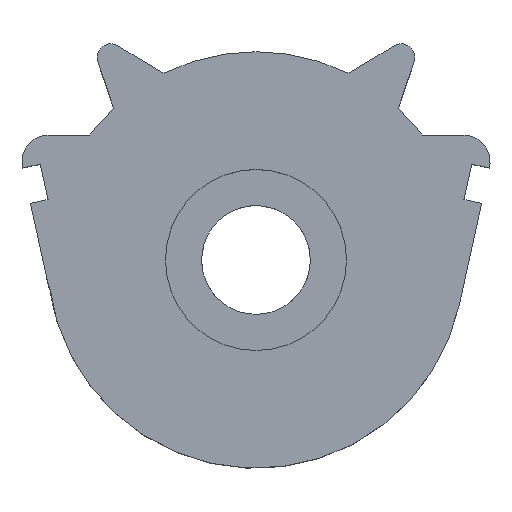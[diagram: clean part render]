
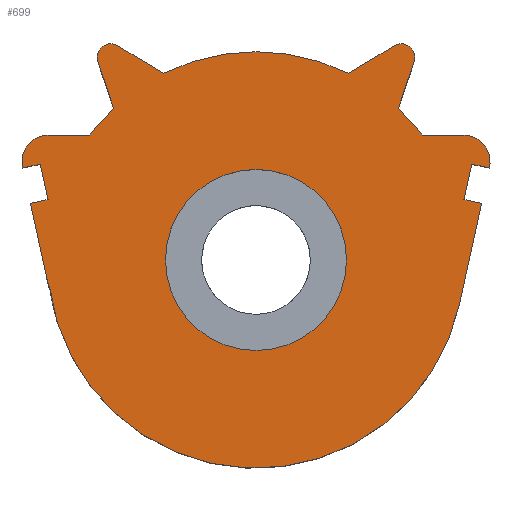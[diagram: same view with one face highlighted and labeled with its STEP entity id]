
A CAD part, top view. The second image highlights one B-rep face of the part: STEP entity #699.
In plain terms, the highlighted planar face has unit normal (0, 0, 1).
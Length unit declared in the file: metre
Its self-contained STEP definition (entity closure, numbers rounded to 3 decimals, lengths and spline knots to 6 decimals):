
#24=CIRCLE('',#751,0.01);
#25=CIRCLE('',#752,0.023);
#26=CIRCLE('',#753,0.003);
#27=CIRCLE('',#754,0.0015);
#28=CIRCLE('',#755,0.023);
#29=CIRCLE('',#756,0.0015);
#30=CIRCLE('',#757,0.003);
#55=ORIENTED_EDGE('',*,*,#263,.F.);
#56=ORIENTED_EDGE('',*,*,#264,.T.);
#57=ORIENTED_EDGE('',*,*,#265,.T.);
#58=ORIENTED_EDGE('',*,*,#266,.T.);
#59=ORIENTED_EDGE('',*,*,#267,.T.);
#60=ORIENTED_EDGE('',*,*,#268,.T.);
#61=ORIENTED_EDGE('',*,*,#269,.F.);
#62=ORIENTED_EDGE('',*,*,#270,.F.);
#63=ORIENTED_EDGE('',*,*,#271,.F.);
#64=ORIENTED_EDGE('',*,*,#272,.F.);
#65=ORIENTED_EDGE('',*,*,#273,.T.);
#66=ORIENTED_EDGE('',*,*,#274,.F.);
#67=ORIENTED_EDGE('',*,*,#275,.T.);
#68=ORIENTED_EDGE('',*,*,#276,.T.);
#69=ORIENTED_EDGE('',*,*,#277,.T.);
#70=ORIENTED_EDGE('',*,*,#278,.T.);
#71=ORIENTED_EDGE('',*,*,#279,.T.);
#72=ORIENTED_EDGE('',*,*,#280,.F.);
#73=ORIENTED_EDGE('',*,*,#281,.T.);
#74=ORIENTED_EDGE('',*,*,#282,.F.);
#75=ORIENTED_EDGE('',*,*,#283,.F.);
#76=ORIENTED_EDGE('',*,*,#284,.T.);
#77=ORIENTED_EDGE('',*,*,#285,.T.);
#78=ORIENTED_EDGE('',*,*,#286,.F.);
#263=EDGE_CURVE('',#367,#367,#24,.T.);
#264=EDGE_CURVE('',#368,#369,#437,.T.);
#265=EDGE_CURVE('',#369,#370,#438,.T.);
#266=EDGE_CURVE('',#370,#371,#439,.T.);
#267=EDGE_CURVE('',#371,#372,#440,.T.);
#268=EDGE_CURVE('',#372,#373,#25,.T.);
#269=EDGE_CURVE('',#374,#373,#441,.T.);
#270=EDGE_CURVE('',#375,#374,#442,.T.);
#271=EDGE_CURVE('',#376,#375,#443,.T.);
#272=EDGE_CURVE('',#377,#376,#444,.T.);
#273=EDGE_CURVE('',#377,#378,#26,.T.);
#274=EDGE_CURVE('',#379,#378,#445,.T.);
#275=EDGE_CURVE('',#379,#380,#446,.T.);
#276=EDGE_CURVE('',#380,#381,#447,.T.);
#277=EDGE_CURVE('',#381,#382,#27,.T.);
#278=EDGE_CURVE('',#382,#383,#448,.T.);
#279=EDGE_CURVE('',#383,#384,#28,.T.);
#280=EDGE_CURVE('',#385,#384,#449,.T.);
#281=EDGE_CURVE('',#385,#386,#29,.T.);
#282=EDGE_CURVE('',#387,#386,#450,.T.);
#283=EDGE_CURVE('',#388,#387,#451,.T.);
#284=EDGE_CURVE('',#388,#389,#452,.T.);
#285=EDGE_CURVE('',#389,#390,#30,.T.);
#286=EDGE_CURVE('',#368,#390,#453,.T.);
#367=VERTEX_POINT('',#1035);
#368=VERTEX_POINT('',#1037);
#369=VERTEX_POINT('',#1038);
#370=VERTEX_POINT('',#1040);
#371=VERTEX_POINT('',#1042);
#372=VERTEX_POINT('',#1044);
#373=VERTEX_POINT('',#1046);
#374=VERTEX_POINT('',#1048);
#375=VERTEX_POINT('',#1050);
#376=VERTEX_POINT('',#1052);
#377=VERTEX_POINT('',#1054);
#378=VERTEX_POINT('',#1056);
#379=VERTEX_POINT('',#1058);
#380=VERTEX_POINT('',#1060);
#381=VERTEX_POINT('',#1062);
#382=VERTEX_POINT('',#1064);
#383=VERTEX_POINT('',#1066);
#384=VERTEX_POINT('',#1068);
#385=VERTEX_POINT('',#1070);
#386=VERTEX_POINT('',#1072);
#387=VERTEX_POINT('',#1074);
#388=VERTEX_POINT('',#1076);
#389=VERTEX_POINT('',#1078);
#390=VERTEX_POINT('',#1080);
#437=LINE('',#1036,#515);
#438=LINE('',#1039,#516);
#439=LINE('',#1041,#517);
#440=LINE('',#1043,#518);
#441=LINE('',#1047,#519);
#442=LINE('',#1049,#520);
#443=LINE('',#1051,#521);
#444=LINE('',#1053,#522);
#445=LINE('',#1057,#523);
#446=LINE('',#1059,#524);
#447=LINE('',#1061,#525);
#448=LINE('',#1065,#526);
#449=LINE('',#1069,#527);
#450=LINE('',#1073,#528);
#451=LINE('',#1075,#529);
#452=LINE('',#1077,#530);
#453=LINE('',#1081,#531);
#515=VECTOR('',#826,1.);
#516=VECTOR('',#827,1.);
#517=VECTOR('',#828,1.);
#518=VECTOR('',#829,1.);
#519=VECTOR('',#832,1.);
#520=VECTOR('',#833,1.);
#521=VECTOR('',#834,1.);
#522=VECTOR('',#835,1.);
#523=VECTOR('',#838,1.);
#524=VECTOR('',#839,1.);
#525=VECTOR('',#840,1.);
#526=VECTOR('',#843,1.);
#527=VECTOR('',#846,1.);
#528=VECTOR('',#849,1.);
#529=VECTOR('',#850,1.);
#530=VECTOR('',#851,1.);
#531=VECTOR('',#854,1.);
#589=EDGE_LOOP('',(#55));
#590=EDGE_LOOP('',(#56,#57,#58,#59,#60,#61,#62,#63,#64,#65,#66,#67,#68,
#69,#70,#71,#72,#73,#74,#75,#76,#77,#78));
#631=FACE_BOUND('',#589,.T.);
#632=FACE_BOUND('',#590,.T.);
#673=PLANE('',#750);
#699=ADVANCED_FACE('',(#631,#632),#673,.T.);
#750=AXIS2_PLACEMENT_3D('',#1033,#822,#823);
#751=AXIS2_PLACEMENT_3D('',#1034,#824,#825);
#752=AXIS2_PLACEMENT_3D('',#1045,#830,#831);
#753=AXIS2_PLACEMENT_3D('',#1055,#836,#837);
#754=AXIS2_PLACEMENT_3D('',#1063,#841,#842);
#755=AXIS2_PLACEMENT_3D('',#1067,#844,#845);
#756=AXIS2_PLACEMENT_3D('',#1071,#847,#848);
#757=AXIS2_PLACEMENT_3D('',#1079,#852,#853);
#822=DIRECTION('',(0.,0.,1.));
#823=DIRECTION('',(1.,0.,0.));
#824=DIRECTION('',(0.,0.,1.));
#825=DIRECTION('',(1.,0.,0.));
#826=DIRECTION('',(0.215,-0.977,0.));
#827=DIRECTION('',(-0.977,-0.215,0.));
#828=DIRECTION('',(0.215,-0.977,0.));
#829=DIRECTION('',(0.977,0.215,0.));
#830=DIRECTION('',(0.,0.,1.));
#831=DIRECTION('',(1.,0.,0.));
#832=DIRECTION('',(-0.215,-0.977,0.));
#833=DIRECTION('',(0.977,-0.215,0.));
#834=DIRECTION('',(-0.215,-0.977,0.));
#835=DIRECTION('',(-0.977,0.215,0.));
#836=DIRECTION('',(0.,0.,1.));
#837=DIRECTION('',(1.,0.,0.));
#838=DIRECTION('',(1.,0.,0.));
#839=DIRECTION('',(-0.667,0.745,0.));
#840=DIRECTION('',(0.322,0.947,0.));
#841=DIRECTION('',(0.,0.,1.));
#842=DIRECTION('',(1.,0.,0.));
#843=DIRECTION('',(-0.857,-0.515,0.));
#844=DIRECTION('',(0.,0.,1.));
#845=DIRECTION('',(1.,0.,0.));
#846=DIRECTION('',(0.857,-0.515,0.));
#847=DIRECTION('',(0.,0.,1.));
#848=DIRECTION('',(1.,0.,0.));
#849=DIRECTION('',(-0.322,0.947,0.));
#850=DIRECTION('',(0.667,0.745,0.));
#851=DIRECTION('',(-1.,0.,0.));
#852=DIRECTION('',(0.,0.,1.));
#853=DIRECTION('',(1.,0.,0.));
#854=DIRECTION('',(-0.977,-0.215,0.));
#1033=CARTESIAN_POINT('',(0.,0.,0.013));
#1034=CARTESIAN_POINT('',(0.,-0.005,0.013));
#1035=CARTESIAN_POINT('',(0.01,-0.005,0.013));
#1036=CARTESIAN_POINT('',(-0.023398,0.003632,0.013));
#1037=CARTESIAN_POINT('',(-0.023827,0.005585,0.013));
#1038=CARTESIAN_POINT('',(-0.022969,0.001679,0.013));
#1039=CARTESIAN_POINT('',(-0.022969,0.001679,0.013));
#1040=CARTESIAN_POINT('',(-0.024922,0.001249,0.013));
#1041=CARTESIAN_POINT('',(-0.024337,-0.001413,0.013));
#1042=CARTESIAN_POINT('',(-0.022893,-0.007983,0.013));
#1043=CARTESIAN_POINT('',(-0.022851,-0.007974,0.013));
#1044=CARTESIAN_POINT('',(-0.022808,-0.007964,0.013));
#1045=CARTESIAN_POINT('',(0.,-0.005,0.013));
#1046=CARTESIAN_POINT('',(0.022464,-0.009936,0.013));
#1047=CARTESIAN_POINT('',(0.023693,-0.004343,0.013));
#1048=CARTESIAN_POINT('',(0.024922,0.001249,0.013));
#1049=CARTESIAN_POINT('',(0.023945,0.001464,0.013));
#1050=CARTESIAN_POINT('',(0.022969,0.001679,0.013));
#1051=CARTESIAN_POINT('',(0.023398,0.003632,0.013));
#1052=CARTESIAN_POINT('',(0.023827,0.005585,0.013));
#1053=CARTESIAN_POINT('',(0.024804,0.005371,0.013));
#1054=CARTESIAN_POINT('',(0.02578,0.005156,0.013));
#1055=CARTESIAN_POINT('',(0.02285,0.0058,0.013));
#1056=CARTESIAN_POINT('',(0.02285,0.0088,0.013));
#1057=CARTESIAN_POINT('',(0.021576,0.0088,0.013));
#1058=CARTESIAN_POINT('',(0.0184,0.0088,0.013));
#1059=CARTESIAN_POINT('',(0.017065,0.01029,0.013));
#1060=CARTESIAN_POINT('',(0.015731,0.011779,0.013));
#1061=CARTESIAN_POINT('',(0.01699,0.015489,0.013));
#1062=CARTESIAN_POINT('',(0.017467,0.016891,0.013));
#1063=CARTESIAN_POINT('',(0.016046,0.017374,0.013));
#1064=CARTESIAN_POINT('',(0.015274,0.01866,0.013));
#1065=CARTESIAN_POINT('',(0.013499,0.017594,0.013));
#1066=CARTESIAN_POINT('',(0.010202,0.015614,0.013));
#1067=CARTESIAN_POINT('',(0.,-0.005,0.013));
#1068=CARTESIAN_POINT('',(-0.010202,0.015614,0.013));
#1069=CARTESIAN_POINT('',(-0.013499,0.017594,0.013));
#1070=CARTESIAN_POINT('',(-0.015274,0.01866,0.013));
#1071=CARTESIAN_POINT('',(-0.016046,0.017374,0.013));
#1072=CARTESIAN_POINT('',(-0.017467,0.016891,0.013));
#1073=CARTESIAN_POINT('',(-0.01699,0.015489,0.013));
#1074=CARTESIAN_POINT('',(-0.015731,0.011779,0.013));
#1075=CARTESIAN_POINT('',(-0.017065,0.01029,0.013));
#1076=CARTESIAN_POINT('',(-0.0184,0.0088,0.013));
#1077=CARTESIAN_POINT('',(-0.019351,0.0088,0.013));
#1078=CARTESIAN_POINT('',(-0.02285,0.0088,0.013));
#1079=CARTESIAN_POINT('',(-0.02285,0.0058,0.013));
#1080=CARTESIAN_POINT('',(-0.02578,0.005156,0.013));
#1081=CARTESIAN_POINT('',(-0.023827,0.005585,0.013));
